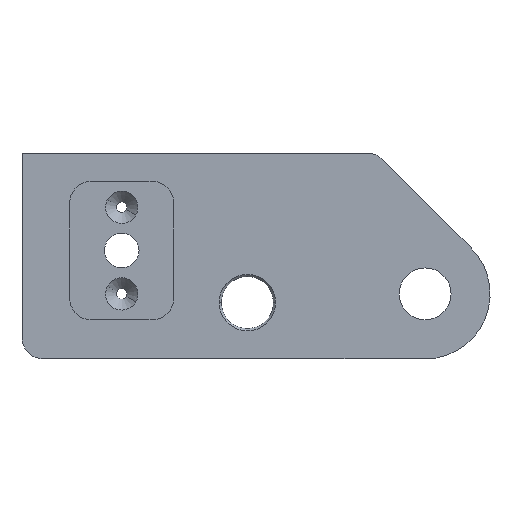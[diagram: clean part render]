
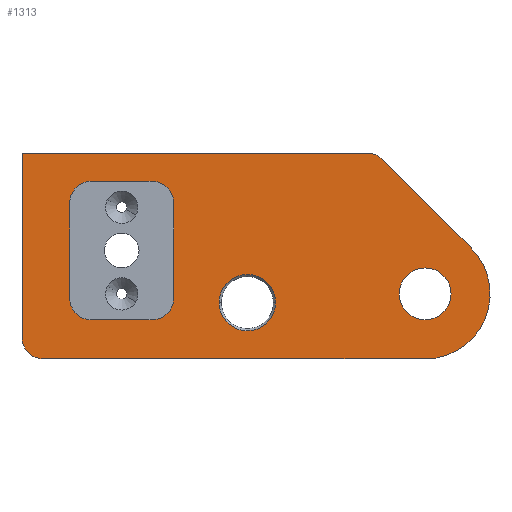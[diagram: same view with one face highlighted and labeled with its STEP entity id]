
A CAD part, left-side view. The second image highlights one B-rep face of the part: STEP entity #1313.
In plain terms, the highlighted planar face has unit normal (-1, 0, 0).
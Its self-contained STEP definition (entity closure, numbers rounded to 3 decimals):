
#342=CARTESIAN_POINT('Cartesian Point',(7.,-10.607,0.607)) ;
#347=CARTESIAN_POINT('Axis2P3D Location',(7.,0.,-10.)) ;
#351=CARTESIAN_POINT('Cartesian Point',(7.,0.,-25.)) ;
#391=CARTESIAN_POINT('Cartesian Point',(7.,6.,-10.)) ;
#394=CARTESIAN_POINT('Axis2P3D Location',(7.,0.,-10.)) ;
#398=CARTESIAN_POINT('Cartesian Point',(7.,-6.,-10.)) ;
#418=CARTESIAN_POINT('Axis2P3D Location',(7.,0.,-10.)) ;
#435=CARTESIAN_POINT('Axis2P3D Location',(7.,63.,-11.)) ;
#439=CARTESIAN_POINT('Cartesian Point',(7.,58.,-11.)) ;
#441=CARTESIAN_POINT('Cartesian Point',(7.,63.,-16.)) ;
#475=CARTESIAN_POINT('Line Origine',(7.,58.,0.)) ;
#479=CARTESIAN_POINT('Cartesian Point',(7.,58.,11.)) ;
#506=CARTESIAN_POINT('Axis2P3D Location',(7.,63.,11.)) ;
#510=CARTESIAN_POINT('Cartesian Point',(7.,63.,16.)) ;
#537=CARTESIAN_POINT('Axis2P3D Location',(7.,77.,11.)) ;
#541=CARTESIAN_POINT('Cartesian Point',(7.,82.,11.)) ;
#543=CARTESIAN_POINT('Cartesian Point',(7.,77.,16.)) ;
#577=CARTESIAN_POINT('Line Origine',(7.,82.,0.)) ;
#581=CARTESIAN_POINT('Cartesian Point',(7.,82.,-11.)) ;
#608=CARTESIAN_POINT('Axis2P3D Location',(7.,77.,-11.)) ;
#612=CARTESIAN_POINT('Cartesian Point',(7.,77.,-16.)) ;
#720=CARTESIAN_POINT('Line Origine',(7.,70.,16.)) ;
#742=CARTESIAN_POINT('Line Origine',(7.,70.,-16.)) ;
#1000=CARTESIAN_POINT('Line Origine',(7.,93.,1.25)) ;
#1004=CARTESIAN_POINT('Cartesian Point',(7.,93.,-20.)) ;
#1006=CARTESIAN_POINT('Cartesian Point',(7.,93.,22.5)) ;
#1056=CARTESIAN_POINT('Line Origine',(7.,44.,-25.)) ;
#1060=CARTESIAN_POINT('Cartesian Point',(7.,88.,-25.)) ;
#1085=CARTESIAN_POINT('Axis2P3D Location',(7.,88.,-20.)) ;
#1109=CARTESIAN_POINT('Line Origine',(7.,53.179,22.5)) ;
#1113=CARTESIAN_POINT('Cartesian Point',(7.,13.358,22.5)) ;
#1137=CARTESIAN_POINT('Cartesian Point',(7.,9.822,21.036)) ;
#1142=CARTESIAN_POINT('Line Origine',(7.,-0.392,10.821)) ;
#1212=CARTESIAN_POINT('Axis2P3D Location',(7.,13.358,17.5)) ;
#1267=CARTESIAN_POINT('Axis2P3D Location',(7.,0.,0.)) ;
#1295=CARTESIAN_POINT('Axis2P3D Location',(7.,41.,-12.)) ;
#1299=CARTESIAN_POINT('Cartesian Point',(7.,47.5,-12.)) ;
#1301=CARTESIAN_POINT('Cartesian Point',(7.,34.5,-12.)) ;
#1304=CARTESIAN_POINT('Axis2P3D Location',(7.,41.,-12.)) ;
#348=DIRECTION('Axis2P3D Direction',(1.,0.,0.)) ;
#395=DIRECTION('Axis2P3D Direction',(1.,0.,0.)) ;
#419=DIRECTION('Axis2P3D Direction',(1.,0.,0.)) ;
#436=DIRECTION('Axis2P3D Direction',(1.,0.,0.)) ;
#476=DIRECTION('Vector Direction',(0.,0.,-1.)) ;
#507=DIRECTION('Axis2P3D Direction',(1.,0.,0.)) ;
#538=DIRECTION('Axis2P3D Direction',(1.,0.,-0.)) ;
#578=DIRECTION('Vector Direction',(0.,0.,1.)) ;
#609=DIRECTION('Axis2P3D Direction',(1.,0.,0.)) ;
#721=DIRECTION('Vector Direction',(0.,1.,0.)) ;
#743=DIRECTION('Vector Direction',(0.,-1.,0.)) ;
#1001=DIRECTION('Vector Direction',(0.,0.,1.)) ;
#1057=DIRECTION('Vector Direction',(0.,1.,0.)) ;
#1086=DIRECTION('Axis2P3D Direction',(1.,0.,0.)) ;
#1110=DIRECTION('Vector Direction',(0.,-1.,0.)) ;
#1143=DIRECTION('Vector Direction',(0.,0.707,0.707)) ;
#1213=DIRECTION('Axis2P3D Direction',(1.,0.,0.)) ;
#1268=DIRECTION('Axis2P3D Direction',(1.,0.,0.)) ;
#1269=DIRECTION('Axis2P3D XDirection',(0.,1.,0.)) ;
#1296=DIRECTION('Axis2P3D Direction',(1.,0.,0.)) ;
#1305=DIRECTION('Axis2P3D Direction',(1.,0.,0.)) ;
#349=AXIS2_PLACEMENT_3D('Circle Axis2P3D',#347,#348,$) ;
#396=AXIS2_PLACEMENT_3D('Circle Axis2P3D',#394,#395,$) ;
#420=AXIS2_PLACEMENT_3D('Circle Axis2P3D',#418,#419,$) ;
#437=AXIS2_PLACEMENT_3D('Circle Axis2P3D',#435,#436,$) ;
#508=AXIS2_PLACEMENT_3D('Circle Axis2P3D',#506,#507,$) ;
#539=AXIS2_PLACEMENT_3D('Circle Axis2P3D',#537,#538,$) ;
#610=AXIS2_PLACEMENT_3D('Circle Axis2P3D',#608,#609,$) ;
#1087=AXIS2_PLACEMENT_3D('Circle Axis2P3D',#1085,#1086,$) ;
#1214=AXIS2_PLACEMENT_3D('Circle Axis2P3D',#1212,#1213,$) ;
#1270=AXIS2_PLACEMENT_3D('Plane Axis2P3D',#1267,#1268,#1269) ;
#1297=AXIS2_PLACEMENT_3D('Circle Axis2P3D',#1295,#1296,$) ;
#1306=AXIS2_PLACEMENT_3D('Circle Axis2P3D',#1304,#1305,$) ;
#1273=ORIENTED_EDGE('Oriented Edge',*,*,#1216,.F.) ;
#1274=ORIENTED_EDGE('Oriented Edge',*,*,#1115,.F.) ;
#1275=ORIENTED_EDGE('Oriented Edge',*,*,#1008,.F.) ;
#1276=ORIENTED_EDGE('Oriented Edge',*,*,#1089,.F.) ;
#1277=ORIENTED_EDGE('Oriented Edge',*,*,#1062,.F.) ;
#1278=ORIENTED_EDGE('Oriented Edge',*,*,#353,.F.) ;
#1279=ORIENTED_EDGE('Oriented Edge',*,*,#1146,.F.) ;
#1282=ORIENTED_EDGE('Oriented Edge',*,*,#422,.T.) ;
#1283=ORIENTED_EDGE('Oriented Edge',*,*,#400,.T.) ;
#1286=ORIENTED_EDGE('Oriented Edge',*,*,#614,.T.) ;
#1287=ORIENTED_EDGE('Oriented Edge',*,*,#583,.T.) ;
#1288=ORIENTED_EDGE('Oriented Edge',*,*,#545,.T.) ;
#1289=ORIENTED_EDGE('Oriented Edge',*,*,#724,.F.) ;
#1290=ORIENTED_EDGE('Oriented Edge',*,*,#512,.T.) ;
#1291=ORIENTED_EDGE('Oriented Edge',*,*,#481,.T.) ;
#1292=ORIENTED_EDGE('Oriented Edge',*,*,#443,.T.) ;
#1293=ORIENTED_EDGE('Oriented Edge',*,*,#746,.F.) ;
#1310=ORIENTED_EDGE('Oriented Edge',*,*,#1303,.T.) ;
#1311=ORIENTED_EDGE('Oriented Edge',*,*,#1308,.T.) ;
#1284=FACE_BOUND('Face Bound',#1281,.T.) ;
#1294=FACE_BOUND('Face Bound',#1285,.T.) ;
#1312=FACE_BOUND('Face Bound',#1309,.T.) ;
#477=VECTOR('Line Direction',#476,1.) ;
#579=VECTOR('Line Direction',#578,1.) ;
#722=VECTOR('Line Direction',#721,1.) ;
#744=VECTOR('Line Direction',#743,1.) ;
#1002=VECTOR('Line Direction',#1001,1.) ;
#1058=VECTOR('Line Direction',#1057,1.) ;
#1111=VECTOR('Line Direction',#1110,1.) ;
#1144=VECTOR('Line Direction',#1143,1.) ;
#1313=ADVANCED_FACE('',(#1280,#1284,#1294,#1312),#1271,.F.) ;
#350=CIRCLE('generated circle',#349,15.) ;
#397=CIRCLE('generated circle',#396,6.) ;
#421=CIRCLE('generated circle',#420,6.) ;
#438=CIRCLE('generated circle',#437,5.) ;
#509=CIRCLE('generated circle',#508,5.) ;
#540=CIRCLE('generated circle',#539,5.) ;
#611=CIRCLE('generated circle',#610,5.) ;
#1088=CIRCLE('generated circle',#1087,5.) ;
#1215=CIRCLE('generated circle',#1214,5.) ;
#1298=CIRCLE('generated circle',#1297,6.5) ;
#1307=CIRCLE('generated circle',#1306,6.5) ;
#353=EDGE_CURVE('',#343,#352,#350,.T.) ;
#400=EDGE_CURVE('',#399,#392,#397,.T.) ;
#422=EDGE_CURVE('',#392,#399,#421,.T.) ;
#443=EDGE_CURVE('',#440,#442,#438,.T.) ;
#481=EDGE_CURVE('',#480,#440,#478,.T.) ;
#512=EDGE_CURVE('',#511,#480,#509,.T.) ;
#545=EDGE_CURVE('',#542,#544,#540,.T.) ;
#583=EDGE_CURVE('',#582,#542,#580,.T.) ;
#614=EDGE_CURVE('',#613,#582,#611,.T.) ;
#724=EDGE_CURVE('',#511,#544,#723,.T.) ;
#746=EDGE_CURVE('',#613,#442,#745,.T.) ;
#1008=EDGE_CURVE('',#1005,#1007,#1003,.T.) ;
#1062=EDGE_CURVE('',#352,#1061,#1059,.T.) ;
#1089=EDGE_CURVE('',#1061,#1005,#1088,.T.) ;
#1115=EDGE_CURVE('',#1007,#1114,#1112,.T.) ;
#1146=EDGE_CURVE('',#1138,#343,#1145,.F.) ;
#1216=EDGE_CURVE('',#1114,#1138,#1215,.T.) ;
#1303=EDGE_CURVE('',#1300,#1302,#1298,.T.) ;
#1308=EDGE_CURVE('',#1302,#1300,#1307,.T.) ;
#1272=EDGE_LOOP('Oriented Loop',(#1273,#1274,#1275,#1276,#1277,#1278,#1279)) ;
#1281=EDGE_LOOP('Oriented Loop',(#1282,#1283)) ;
#1285=EDGE_LOOP('Oriented Loop',(#1286,#1287,#1288,#1289,#1290,#1291,#1292,#1293)) ;
#1309=EDGE_LOOP('Oriented Loop',(#1310,#1311)) ;
#1280=FACE_OUTER_BOUND('Face Bound',#1272,.T.) ;
#478=LINE('Line',#475,#477) ;
#580=LINE('Line',#577,#579) ;
#723=LINE('Line',#720,#722) ;
#745=LINE('Line',#742,#744) ;
#1003=LINE('Line',#1000,#1002) ;
#1059=LINE('Line',#1056,#1058) ;
#1112=LINE('Line',#1109,#1111) ;
#1145=LINE('Line',#1142,#1144) ;
#1271=PLANE('Plane',#1270) ;
#343=VERTEX_POINT('Vertex Point',#342) ;
#352=VERTEX_POINT('Vertex Point',#351) ;
#392=VERTEX_POINT('Vertex Point',#391) ;
#399=VERTEX_POINT('Vertex Point',#398) ;
#440=VERTEX_POINT('Vertex Point',#439) ;
#442=VERTEX_POINT('Vertex Point',#441) ;
#480=VERTEX_POINT('Vertex Point',#479) ;
#511=VERTEX_POINT('Vertex Point',#510) ;
#542=VERTEX_POINT('Vertex Point',#541) ;
#544=VERTEX_POINT('Vertex Point',#543) ;
#582=VERTEX_POINT('Vertex Point',#581) ;
#613=VERTEX_POINT('Vertex Point',#612) ;
#1005=VERTEX_POINT('Vertex Point',#1004) ;
#1007=VERTEX_POINT('Vertex Point',#1006) ;
#1061=VERTEX_POINT('Vertex Point',#1060) ;
#1114=VERTEX_POINT('Vertex Point',#1113) ;
#1138=VERTEX_POINT('Vertex Point',#1137) ;
#1300=VERTEX_POINT('Vertex Point',#1299) ;
#1302=VERTEX_POINT('Vertex Point',#1301) ;
